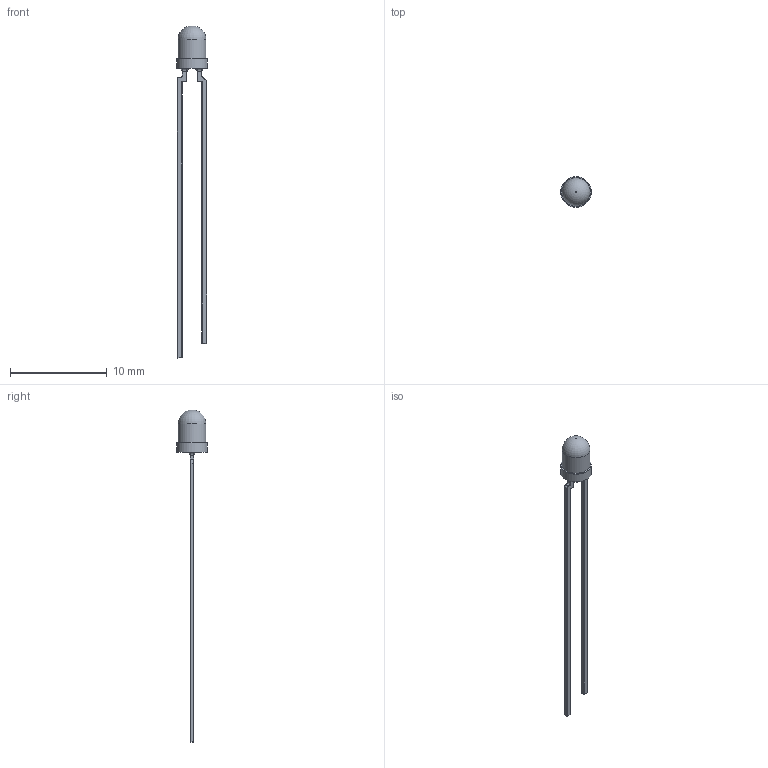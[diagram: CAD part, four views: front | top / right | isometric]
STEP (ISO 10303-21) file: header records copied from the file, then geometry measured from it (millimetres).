
FILE_DESCRIPTION(/* description */ ('Unknown'),/* implementation_level */ '2;1');
FILE_NAME(/* name */ 'TLHR4400-AS12Z',/* time_stamp */ '2023-07-27T14:21:34+02:00',/* author */ ('Unknown'),/* organization */ ('Unknown'),/* preprocessor_version */ 'ST-DEVELOPER v18.102',/* originating_system */ 'Solid Edge',/* authorisation */ 'Unknown');
FILE_SCHEMA (('AUTOMOTIVE_DESIGN {1 0 10303 214 3 1 1}'));
Length unit declared in the file: millimetre
Products named in the file (1): TLHR4400-AS12Z
Bounding box: 3.2 x 3.2 x 34.4 mm (x, y, z)
Volume: 39.3 mm3; surface area: 151.9 mm2
Topology: 1 solids, 1 shells, 112 faces, 285 edges, 161 vertices
Faces by surface type: cylinder 49, plane 28, torus 17, bspline 10, sphere 8
Full cylindrical faces by diameter (mm): 2.9 x1, 3.2 x1
Entity records: 4130 total; most frequent: CARTESIAN_POINT 767, DIRECTION 557, ORIENTED_EDGE 526, EDGE_CURVE 263, AXIS2_PLACEMENT_3D 231, VERTEX_POINT 161, EDGE_LOOP 120, FACE_BOUND 120
